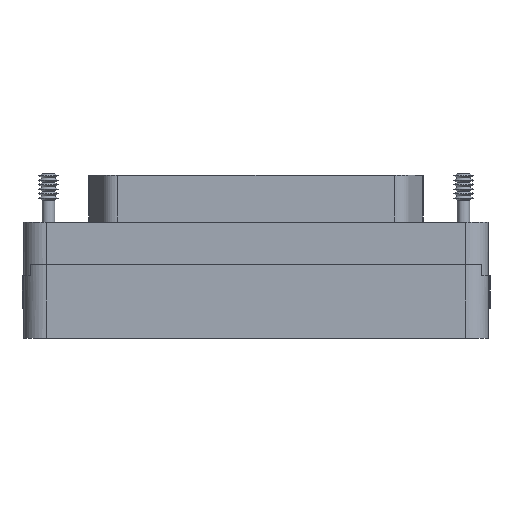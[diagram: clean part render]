
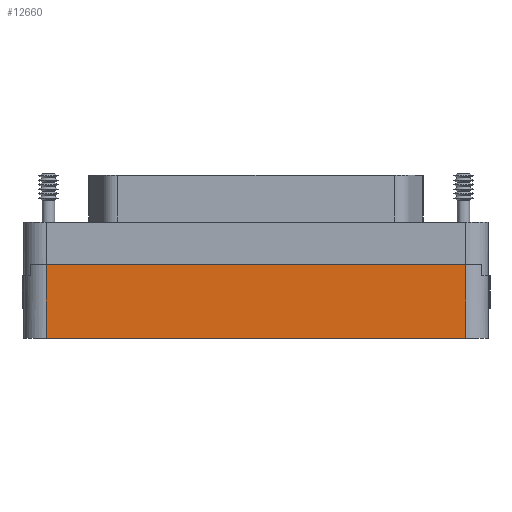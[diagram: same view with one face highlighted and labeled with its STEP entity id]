
A CAD part, front view. The second image highlights one B-rep face of the part: STEP entity #12660.
In plain terms, the highlighted planar face has unit normal (0, -1, 0).
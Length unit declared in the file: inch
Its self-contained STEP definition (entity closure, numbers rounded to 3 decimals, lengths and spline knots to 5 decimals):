
#331 = CARTESIAN_POINT ( 'NONE',  ( 0.9375, 0., 0.33 ) ) ;
#335 = CARTESIAN_POINT ( 'NONE',  ( -0.9375, 0., 0.33 ) ) ;
#504 = DIRECTION ( 'NONE',  ( 1., 0., 0. ) ) ;
#566 = VECTOR ( 'NONE', #2911, 39.37008 ) ;
#1323 = CARTESIAN_POINT ( 'NONE',  ( -0.9375, 0., 0.33 ) ) ;
#1779 = ORIENTED_EDGE ( 'NONE', *, *, #18149, .T. ) ;
#2911 = DIRECTION ( 'NONE',  ( 1., 0., 0. ) ) ;
#3541 = VERTEX_POINT ( 'NONE', #10365 ) ;
#3678 = DIRECTION ( 'NONE',  ( 0., 0., -1. ) ) ;
#4376 = LINE ( 'NONE', #1323, #17128 ) ;
#4716 = PLANE ( 'NONE',  #10637 ) ;
#5185 = CARTESIAN_POINT ( 'NONE',  ( -0.9375, 0., 0. ) ) ;
#6141 = LINE ( 'NONE', #331, #10036 ) ;
#6433 = EDGE_CURVE ( 'NONE', #14120, #3541, #9397, .T. ) ;
#6459 = DIRECTION ( 'NONE',  ( 0., 1., 0. ) ) ;
#6472 = ORIENTED_EDGE ( 'NONE', *, *, #6433, .F. ) ;
#9397 = LINE ( 'NONE', #21165, #566 ) ;
#10036 = VECTOR ( 'NONE', #3678, 39.37008 ) ;
#10365 = CARTESIAN_POINT ( 'NONE',  ( 0.9375, 0., 0.33 ) ) ;
#10525 = CARTESIAN_POINT ( 'NONE',  ( -0.9375, 0., 0. ) ) ;
#10637 = AXIS2_PLACEMENT_3D ( 'NONE', #16450, #6459, #18119 ) ;
#11815 = LINE ( 'NONE', #10525, #20678 ) ;
#12660 = ADVANCED_FACE ( 'NONE', ( #19661 ), #4716, .F. ) ;
#14120 = VERTEX_POINT ( 'NONE', #335 ) ;
#15650 = VERTEX_POINT ( 'NONE', #5185 ) ;
#16042 = EDGE_CURVE ( 'NONE', #15650, #14120, #4376, .T. ) ;
#16256 = DIRECTION ( 'NONE',  ( 0., 0., 1. ) ) ;
#16450 = CARTESIAN_POINT ( 'NONE',  ( 0.9375, 0., 0.33 ) ) ;
#16717 = CARTESIAN_POINT ( 'NONE',  ( 0.9375, 0., 0. ) ) ;
#16786 = EDGE_LOOP ( 'NONE', ( #6472, #21355, #1779, #18830 ) ) ;
#17128 = VECTOR ( 'NONE', #16256, 39.37008 ) ;
#18119 = DIRECTION ( 'NONE',  ( 0., 0., 1. ) ) ;
#18149 = EDGE_CURVE ( 'NONE', #15650, #20176, #11815, .T. ) ;
#18830 = ORIENTED_EDGE ( 'NONE', *, *, #20241, .F. ) ;
#19661 = FACE_OUTER_BOUND ( 'NONE', #16786, .T. ) ;
#20176 = VERTEX_POINT ( 'NONE', #16717 ) ;
#20241 = EDGE_CURVE ( 'NONE', #3541, #20176, #6141, .T. ) ;
#20678 = VECTOR ( 'NONE', #504, 39.37008 ) ;
#21165 = CARTESIAN_POINT ( 'NONE',  ( 0.9375, 0., 0.33 ) ) ;
#21355 = ORIENTED_EDGE ( 'NONE', *, *, #16042, .F. ) ;
